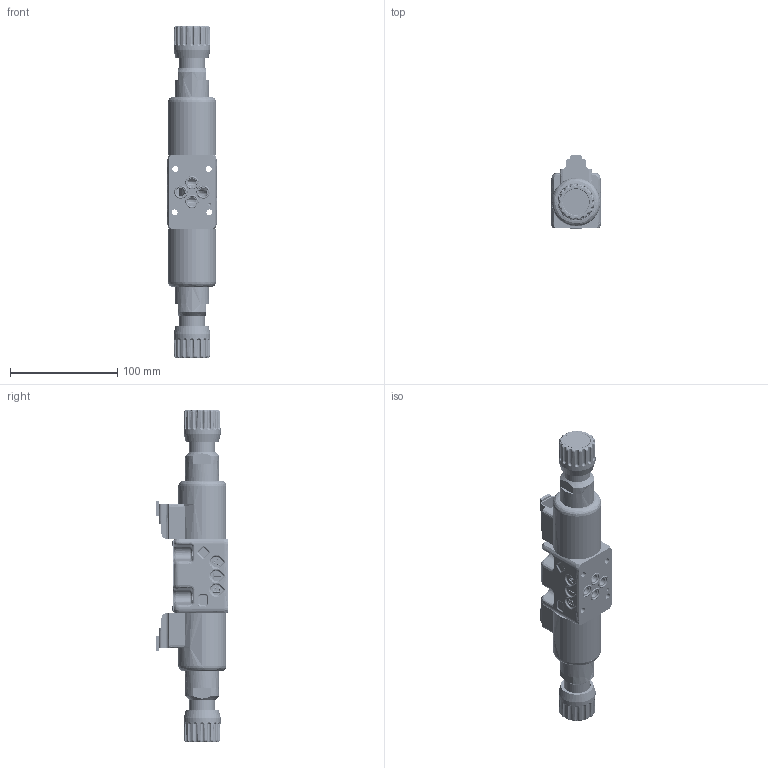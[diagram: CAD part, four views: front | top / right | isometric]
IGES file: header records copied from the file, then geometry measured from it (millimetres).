
Start section: SolidWorks IGES file using analytic representation for surfaces
Global section: file name: AD3E--C-C63.igs; native system: SolidWorks 2012; preprocessor: SolidWorks 2012; author: serviziopdm; date: 131010.181150; units: millimetre
Bounding box: 46 x 67.93 x 309.52 mm (x, y, z)
Surface area: 135099.8 mm2 (no closed solid volume)
Topology: 0 solids, 0 shells, 4667 faces, 49289 edges, 49158 vertices
Faces by surface type: bspline 2759, revolution 1908
